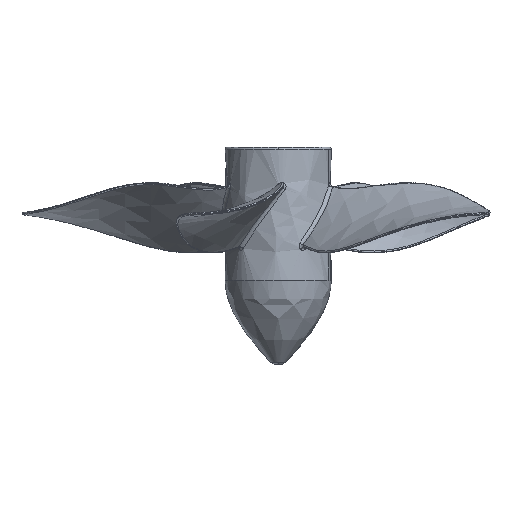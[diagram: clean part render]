
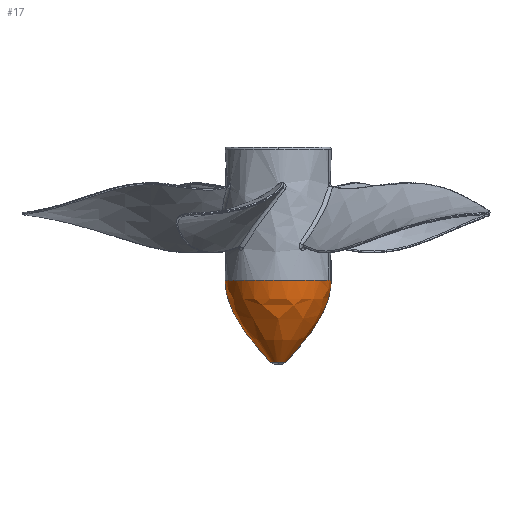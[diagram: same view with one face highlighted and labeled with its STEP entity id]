
A CAD part, left-side view. The second image highlights one B-rep face of the part: STEP entity #17.
In plain terms, the highlighted free-form (B-spline) face has degree [2, 3] with [3, 4] control points.
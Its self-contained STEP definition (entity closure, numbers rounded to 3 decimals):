
#17 = ADVANCED_FACE('',(#18),#70,.F.);
#18 = FACE_BOUND('',#19,.F.);
#19 = EDGE_LOOP('',(#20,#30,#38,#48,#56,#64));
#20 = ORIENTED_EDGE('',*,*,#21,.F.);
#21 = EDGE_CURVE('',#22,#24,#26,.T.);
#22 = VERTEX_POINT('',#23);
#23 = CARTESIAN_POINT('',(0.,2156.227,-41836.786));
#24 = VERTEX_POINT('',#25);
#25 = CARTESIAN_POINT('',(-2156.227,0.,
    -41836.786));
#26 = ( BOUNDED_CURVE() B_SPLINE_CURVE(2,(#27,#28,#29),.UNSPECIFIED.,.F.
,.F.) B_SPLINE_CURVE_WITH_KNOTS((3,3),(3.142,4.712),
.PIECEWISE_BEZIER_KNOTS.) CURVE() GEOMETRIC_REPRESENTATION_ITEM() 
RATIONAL_B_SPLINE_CURVE((1.,0.707,1.)) REPRESENTATION_ITEM('') 
  );
#27 = CARTESIAN_POINT('',(0.,2156.227,
    -41836.786));
#28 = CARTESIAN_POINT('',(-2156.227,2156.227,
    -41836.786));
#29 = CARTESIAN_POINT('',(-2156.227,0.,
    -41836.786));
#30 = ORIENTED_EDGE('',*,*,#31,.T.);
#31 = EDGE_CURVE('',#22,#32,#34,.T.);
#32 = VERTEX_POINT('',#33);
#33 = CARTESIAN_POINT('',(0.,14973.796,-18717.245));
#34 = B_SPLINE_CURVE_WITH_KNOTS('',2,(#35,#36,#37),.UNSPECIFIED.,.F.,.F.
  ,(3,3),(0.,1.),.PIECEWISE_BEZIER_KNOTS.);
#35 = CARTESIAN_POINT('',(0.,2156.227,-41836.786));
#36 = CARTESIAN_POINT('',(0.,14973.796,-28911.568));
#37 = CARTESIAN_POINT('',(0.,14973.796,-18717.245));
#38 = ORIENTED_EDGE('',*,*,#39,.T.);
#39 = EDGE_CURVE('',#32,#40,#42,.T.);
#40 = VERTEX_POINT('',#41);
#41 = CARTESIAN_POINT('',(-4627.157,-14240.926,
    -18717.245));
#42 = ( BOUNDED_CURVE() B_SPLINE_CURVE(2,(#43,#44,#45,#46,#47),
.UNSPECIFIED.,.F.,.F.) B_SPLINE_CURVE_WITH_KNOTS((3,2,3),(3.142,
4.555,5.969),.PIECEWISE_BEZIER_KNOTS.) CURVE() 
GEOMETRIC_REPRESENTATION_ITEM() RATIONAL_B_SPLINE_CURVE((1.,0.76
,1.,0.76,1.)) REPRESENTATION_ITEM('') );
#43 = CARTESIAN_POINT('',(0.,14973.796,
    -18717.245));
#44 = CARTESIAN_POINT('',(-12788.83,14973.796,
    -18717.245));
#45 = CARTESIAN_POINT('',(-14789.444,2342.418,
    -18717.245));
#46 = CARTESIAN_POINT('',(-16790.057,-10288.96,
    -18717.245));
#47 = CARTESIAN_POINT('',(-4627.157,-14240.926,
    -18717.245));
#48 = ORIENTED_EDGE('',*,*,#49,.T.);
#49 = EDGE_CURVE('',#40,#50,#52,.T.);
#50 = VERTEX_POINT('',#51);
#51 = CARTESIAN_POINT('',(0.,-14973.796,
    -18717.245));
#52 = ( BOUNDED_CURVE() B_SPLINE_CURVE(2,(#53,#54,#55),.UNSPECIFIED.,.F.
,.F.) B_SPLINE_CURVE_WITH_KNOTS((3,3),(5.969,6.283),
.PIECEWISE_BEZIER_KNOTS.) CURVE() GEOMETRIC_REPRESENTATION_ITEM() 
RATIONAL_B_SPLINE_CURVE((1.,0.988,1.)) REPRESENTATION_ITEM('') 
  );
#53 = CARTESIAN_POINT('',(-4627.157,-14240.926,
    -18717.245));
#54 = CARTESIAN_POINT('',(-2371.616,-14973.796,
    -18717.245));
#55 = CARTESIAN_POINT('',(0.,-14973.796,
    -18717.245));
#56 = ORIENTED_EDGE('',*,*,#57,.F.);
#57 = EDGE_CURVE('',#58,#50,#60,.T.);
#58 = VERTEX_POINT('',#59);
#59 = CARTESIAN_POINT('',(0.,-2156.227,
    -41836.786));
#60 = B_SPLINE_CURVE_WITH_KNOTS('',2,(#61,#62,#63),.UNSPECIFIED.,.F.,.F.
  ,(3,3),(0.,1.),.PIECEWISE_BEZIER_KNOTS.);
#61 = CARTESIAN_POINT('',(0.,-2156.227,
    -41836.786));
#62 = CARTESIAN_POINT('',(0.,-14973.796,
    -28911.568));
#63 = CARTESIAN_POINT('',(0.,-14973.796,
    -18717.245));
#64 = ORIENTED_EDGE('',*,*,#65,.F.);
#65 = EDGE_CURVE('',#24,#58,#66,.T.);
#66 = ( BOUNDED_CURVE() B_SPLINE_CURVE(2,(#67,#68,#69),.UNSPECIFIED.,.F.
,.F.) B_SPLINE_CURVE_WITH_KNOTS((3,3),(4.712,6.283),
.PIECEWISE_BEZIER_KNOTS.) CURVE() GEOMETRIC_REPRESENTATION_ITEM() 
RATIONAL_B_SPLINE_CURVE((1.,0.707,1.)) REPRESENTATION_ITEM('') 
  );
#67 = CARTESIAN_POINT('',(-2156.227,0.,
    -41836.786));
#68 = CARTESIAN_POINT('',(-2156.227,-2156.227,
    -41836.786));
#69 = CARTESIAN_POINT('',(0.,-2156.227,
    -41836.786));
#70 = ( BOUNDED_SURFACE() B_SPLINE_SURFACE(2,3,(
    (#71,#72,#73,#74)
    ,(#75,#76,#77,#78)
    ,(#79,#80,#81,#82
)),.UNSPECIFIED.,.F.,.F.,.F.) B_SPLINE_SURFACE_WITH_KNOTS((3,3),(4,4),(
    0.,1.),(0.,1.),.PIECEWISE_BEZIER_KNOTS.) 
GEOMETRIC_REPRESENTATION_ITEM() RATIONAL_B_SPLINE_SURFACE((
    (1.,0.333,0.333,1.)
    ,(1.,0.333,0.333,1.)
,(1.,0.333,0.333,1.
))) REPRESENTATION_ITEM('') SURFACE() );
#71 = CARTESIAN_POINT('',(0.,2156.227,-41836.786));
#72 = CARTESIAN_POINT('',(-4312.453,2156.227,
    -41836.786));
#73 = CARTESIAN_POINT('',(-4312.453,-2156.227,
    -41836.786));
#74 = CARTESIAN_POINT('',(0.,-2156.227,
    -41836.786));
#75 = CARTESIAN_POINT('',(0.,14973.796,-28911.568));
#76 = CARTESIAN_POINT('',(-29947.592,14973.796,
    -28911.568));
#77 = CARTESIAN_POINT('',(-29947.592,-14973.796,
    -28911.568));
#78 = CARTESIAN_POINT('',(0.,-14973.796,
    -28911.568));
#79 = CARTESIAN_POINT('',(0.,14973.796,-18717.245));
#80 = CARTESIAN_POINT('',(-29947.592,14973.796,
    -18717.245));
#81 = CARTESIAN_POINT('',(-29947.592,-14973.796,
    -18717.245));
#82 = CARTESIAN_POINT('',(0.,-14973.796,
    -18717.245));
